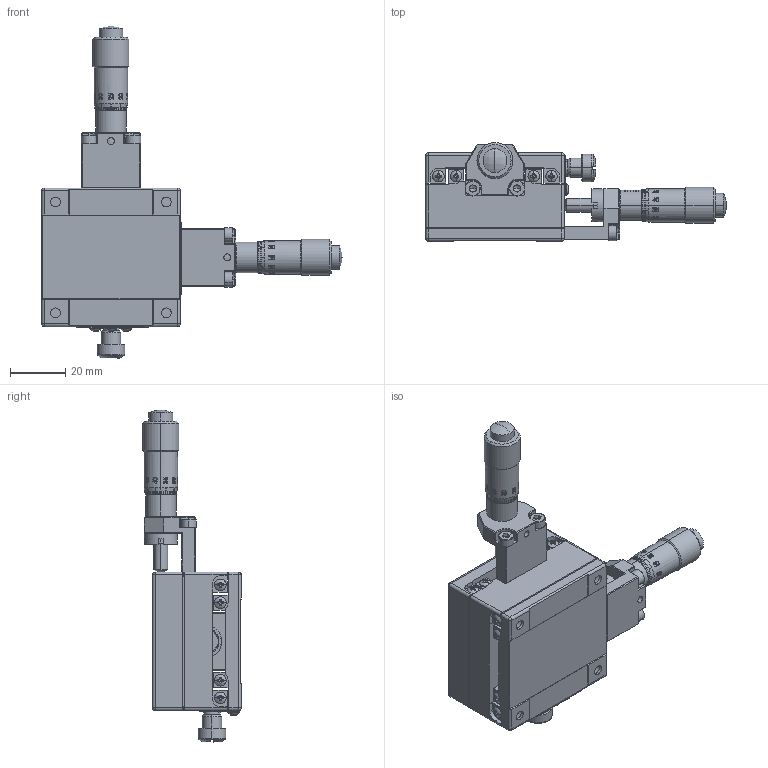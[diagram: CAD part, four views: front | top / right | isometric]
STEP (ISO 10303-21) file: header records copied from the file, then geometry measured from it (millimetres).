
FILE_DESCRIPTION (( 'STEP AP203' ), '1' );
FILE_NAME ('MY50-SC(«¬¿ý).STEP', '2013-05-04T05:44:34', ( '123' ), ( '' ), 'SwSTEP 2.0', 'SolidWorks 2013', '' );
FILE_SCHEMA (( 'CONFIG_CONTROL_DESIGN' ));
Products named in the file (4): Group1^MY50-SC(型錄); Group3^MY50-SC(型錄); Group4^MY50-SC(型錄); MY50-SC(型錄)
Assembly tree (3 placements, depth 2):
  MY50-SC(型錄)
    Group1^MY50-SC(型錄)
    Group3^MY50-SC(型錄)
    Group4^MY50-SC(型錄)
Bounding box: 108.5 x 35.5 x 119.8 mm (x, y, z)
Volume: 82917.7 mm3; surface area: 38026 mm2
Topology: 35 solids, 35 shells, 2527 faces, 6588 edges, 4192 vertices
Faces by surface type: plane 1259, bspline 530, cylinder 428, cone 194, sphere 60, torus 56
Entity records: 121708 total; most frequent: CARTESIAN_POINT 61815, ORIENTED_EDGE 13056, DIRECTION 11522, EDGE_CURVE 6528, AXIS2_PLACEMENT_3D 4289, VERTEX_POINT 4192, VECTOR 2944, LINE 2944
